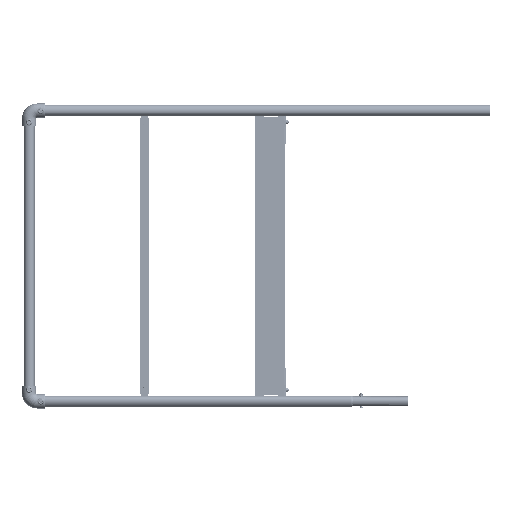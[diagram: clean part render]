
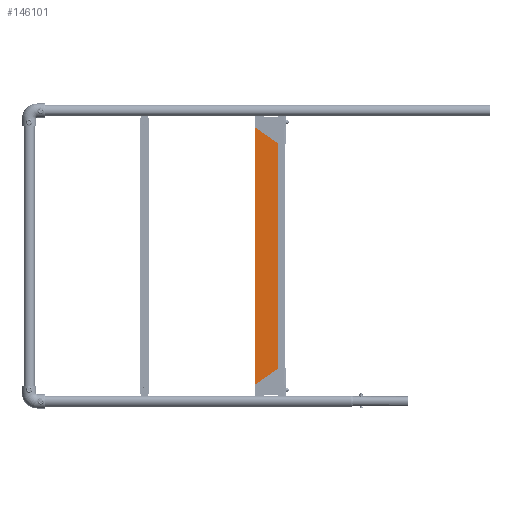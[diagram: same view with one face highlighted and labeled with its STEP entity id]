
A CAD part, left-side view. The second image highlights one B-rep face of the part: STEP entity #146101.
In plain terms, the highlighted planar face has unit normal (-1, 0, 0).
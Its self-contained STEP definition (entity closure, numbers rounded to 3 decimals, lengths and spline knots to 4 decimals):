
#672 = CARTESIAN_POINT ( 'NONE',  ( -0.279, 0.0522, -0.54 ) ) ;
#7560 = CARTESIAN_POINT ( 'NONE',  ( -0.279, 0.1022, 0.5732 ) ) ;
#8455 = DIRECTION ( 'NONE',  ( 1., 0., 0. ) ) ;
#10861 = EDGE_CURVE ( 'NONE', #143523, #115773, #55156, .T. ) ;
#11908 = CARTESIAN_POINT ( 'NONE',  ( -0.279, 0.0522, 0.5782 ) ) ;
#17999 = CIRCLE ( 'NONE', #177152, 0.0057 ) ;
#21725 = DIRECTION ( 'NONE',  ( 1., 0., 0. ) ) ;
#23823 = EDGE_CURVE ( 'NONE', #68906, #170955, #86507, .T. ) ;
#24301 = CARTESIAN_POINT ( 'NONE',  ( -0.279, 0.0522, -0.584 ) ) ;
#24903 = EDGE_CURVE ( 'NONE', #127044, #185212, #17999, .T. ) ;
#27858 = DIRECTION ( 'NONE',  ( 0., 0., 1. ) ) ;
#28480 = FACE_BOUND ( 'NONE', #61158, .T. ) ;
#33350 = CARTESIAN_POINT ( 'NONE',  ( -0.279, 0.0522, 0.584 ) ) ;
#40045 = VECTOR ( 'NONE', #40845, 1. ) ;
#40845 = DIRECTION ( 'NONE',  ( 0., 0., -1. ) ) ;
#44740 = CARTESIAN_POINT ( 'NONE',  ( -0.279, 0.1022, -0.5732 ) ) ;
#45964 = CARTESIAN_POINT ( 'NONE',  ( -0.279, 0.0522, -0.584 ) ) ;
#49982 = VERTEX_POINT ( 'NONE', #44740 ) ;
#50539 = EDGE_LOOP ( 'NONE', ( #78831, #216085 ) ) ;
#55156 = CIRCLE ( 'NONE', #218408, 0.0057 ) ;
#61158 = EDGE_LOOP ( 'NONE', ( #169171, #217327 ) ) ;
#63776 = ORIENTED_EDGE ( 'NONE', *, *, #122798, .T. ) ;
#65457 = ORIENTED_EDGE ( 'NONE', *, *, #23823, .F. ) ;
#68906 = VERTEX_POINT ( 'NONE', #7560 ) ;
#77593 = LINE ( 'NONE', #220504, #40045 ) ;
#78831 = ORIENTED_EDGE ( 'NONE', *, *, #10861, .T. ) ;
#86507 = CIRCLE ( 'NONE', #249782, 0.06 ) ;
#88104 = AXIS2_PLACEMENT_3D ( 'NONE', #24301, #21725, #162044 ) ;
#89720 = CARTESIAN_POINT ( 'NONE',  ( -0.279, 0.0022, -0.5732 ) ) ;
#92361 = EDGE_CURVE ( 'NONE', #185212, #127044, #230186, .T. ) ;
#99043 = DIRECTION ( 'NONE',  ( -1., 0., 0. ) ) ;
#101702 = EDGE_CURVE ( 'NONE', #49982, #68906, #184309, .T. ) ;
#106257 = DIRECTION ( 'NONE',  ( 1., 0., 0. ) ) ;
#107177 = CARTESIAN_POINT ( 'NONE',  ( -0.279, 0.0522, 0. ) ) ;
#110047 = CARTESIAN_POINT ( 'NONE',  ( -0.279, 0.0522, 0.5897 ) ) ;
#114398 = EDGE_CURVE ( 'NONE', #170955, #205610, #77593, .T. ) ;
#115773 = VERTEX_POINT ( 'NONE', #204654 ) ;
#115780 = CARTESIAN_POINT ( 'NONE',  ( -0.279, 0.0522, 0.54 ) ) ;
#116402 = CARTESIAN_POINT ( 'NONE',  ( -0.279, 0.0522, -0.5898 ) ) ;
#122798 = EDGE_CURVE ( 'NONE', #49982, #125588, #173318, .T. ) ;
#123513 = DIRECTION ( 'NONE',  ( 0., 0., -1. ) ) ;
#125195 = ORIENTED_EDGE ( 'NONE', *, *, #145143, .T. ) ;
#125534 = DIRECTION ( 'NONE',  ( -1., 0., 0. ) ) ;
#125588 = VERTEX_POINT ( 'NONE', #159242 ) ;
#127044 = VERTEX_POINT ( 'NONE', #110047 ) ;
#129824 = CIRCLE ( 'NONE', #88104, 0.0057 ) ;
#130297 = DIRECTION ( 'NONE',  ( 0., 0., 1. ) ) ;
#143523 = VERTEX_POINT ( 'NONE', #116402 ) ;
#143923 = DIRECTION ( 'NONE',  ( 0., 0., 1. ) ) ;
#145143 = EDGE_CURVE ( 'NONE', #125588, #205610, #233269, .T. ) ;
#145793 = DIRECTION ( 'NONE',  ( 1., 0., 0. ) ) ;
#146101 = ADVANCED_FACE ( 'NONE', ( #28480, #205543, #187209 ), #243680, .T. ) ;
#149990 = EDGE_CURVE ( 'NONE', #115773, #143523, #129824, .T. ) ;
#159242 = CARTESIAN_POINT ( 'NONE',  ( -0.279, 0.0522, -0.6 ) ) ;
#160735 = CARTESIAN_POINT ( 'NONE',  ( -0.279, 0.1022, 0.6 ) ) ;
#162044 = DIRECTION ( 'NONE',  ( 0., 0., -1. ) ) ;
#164888 = CARTESIAN_POINT ( 'NONE',  ( -0.279, 0.0022, 0.5732 ) ) ;
#169171 = ORIENTED_EDGE ( 'NONE', *, *, #92361, .T. ) ;
#170721 = AXIS2_PLACEMENT_3D ( 'NONE', #107177, #125534, #143923 ) ;
#170955 = VERTEX_POINT ( 'NONE', #164888 ) ;
#173318 = CIRCLE ( 'NONE', #185899, 0.06 ) ;
#177152 = AXIS2_PLACEMENT_3D ( 'NONE', #33350, #8455, #232676 ) ;
#177768 = DIRECTION ( 'NONE',  ( 0., 0., 1. ) ) ;
#184309 = LINE ( 'NONE', #160735, #223120 ) ;
#185212 = VERTEX_POINT ( 'NONE', #11908 ) ;
#185899 = AXIS2_PLACEMENT_3D ( 'NONE', #207509, #206223, #27858 ) ;
#187209 = FACE_OUTER_BOUND ( 'NONE', #242134, .T. ) ;
#187222 = AXIS2_PLACEMENT_3D ( 'NONE', #672, #99043, #177768 ) ;
#200012 = ORIENTED_EDGE ( 'NONE', *, *, #114398, .F. ) ;
#200791 = AXIS2_PLACEMENT_3D ( 'NONE', #240380, #145793, #123513 ) ;
#201379 = DIRECTION ( 'NONE',  ( 0., 0., 1. ) ) ;
#204654 = CARTESIAN_POINT ( 'NONE',  ( -0.279, 0.0522, -0.5783 ) ) ;
#205489 = ORIENTED_EDGE ( 'NONE', *, *, #101702, .F. ) ;
#205543 = FACE_BOUND ( 'NONE', #50539, .T. ) ;
#205610 = VERTEX_POINT ( 'NONE', #89720 ) ;
#206223 = DIRECTION ( 'NONE',  ( -1., 0., 0. ) ) ;
#207509 = CARTESIAN_POINT ( 'NONE',  ( -0.279, 0.0522, -0.54 ) ) ;
#216085 = ORIENTED_EDGE ( 'NONE', *, *, #149990, .T. ) ;
#217327 = ORIENTED_EDGE ( 'NONE', *, *, #24903, .T. ) ;
#218408 = AXIS2_PLACEMENT_3D ( 'NONE', #45964, #106257, #221754 ) ;
#220504 = CARTESIAN_POINT ( 'NONE',  ( -0.279, 0.0022, 0.6 ) ) ;
#221754 = DIRECTION ( 'NONE',  ( 0., 0., -1. ) ) ;
#223120 = VECTOR ( 'NONE', #201379, 1. ) ;
#230186 = CIRCLE ( 'NONE', #200791, 0.0057 ) ;
#232676 = DIRECTION ( 'NONE',  ( 0., 0., -1. ) ) ;
#233269 = CIRCLE ( 'NONE', #187222, 0.06 ) ;
#236484 = DIRECTION ( 'NONE',  ( 1., 0., 0. ) ) ;
#240380 = CARTESIAN_POINT ( 'NONE',  ( -0.279, 0.0522, 0.584 ) ) ;
#242134 = EDGE_LOOP ( 'NONE', ( #205489, #63776, #125195, #200012, #65457 ) ) ;
#243680 = PLANE ( 'NONE',  #170721 ) ;
#249782 = AXIS2_PLACEMENT_3D ( 'NONE', #115780, #236484, #130297 ) ;
